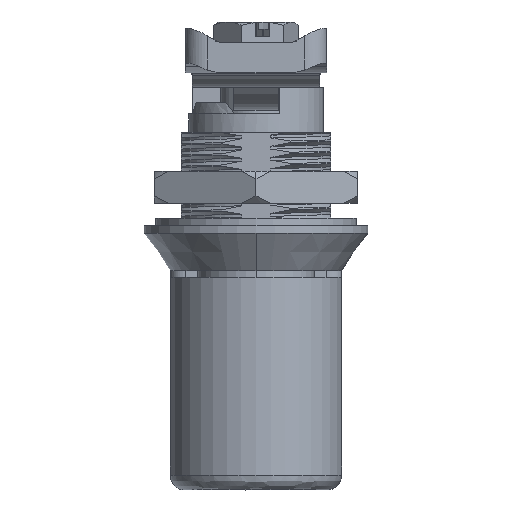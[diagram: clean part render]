
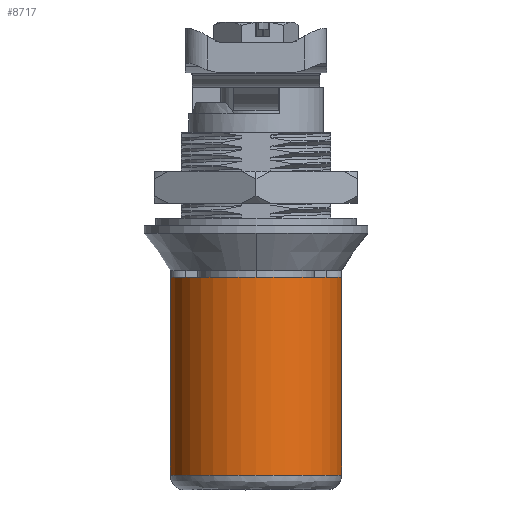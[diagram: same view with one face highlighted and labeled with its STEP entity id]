
A CAD part, left-side view. The second image highlights one B-rep face of the part: STEP entity #8717.
In plain terms, the highlighted cylindrical face has radius 11.5 mm (diameter 23 mm), a partial arc.
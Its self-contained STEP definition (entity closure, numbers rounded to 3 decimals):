
#1601 = CARTESIAN_POINT ( 'NONE',  ( -75.207, -6.708, 31. ) ) ;
#1899 = ORIENTED_EDGE ( 'NONE', *, *, #3651, .F. ) ;
#2116 = DIRECTION ( 'NONE',  ( 0., 0., -1. ) ) ;
#2657 = LINE ( 'NONE', #9502, #16674 ) ;
#3087 = VERTEX_POINT ( 'NONE', #26416 ) ;
#3124 = AXIS2_PLACEMENT_3D ( 'NONE', #4075, #26162, #24165 ) ;
#3539 = VECTOR ( 'NONE', #12433, 1000. ) ;
#3651 = EDGE_CURVE ( 'NONE', #22024, #27964, #10805, .T. ) ;
#4075 = CARTESIAN_POINT ( 'NONE',  ( -75.207, 4.792, 28.5 ) ) ;
#4452 = CIRCLE ( 'NONE', #8091, 11.5 ) ;
#6190 = VERTEX_POINT ( 'NONE', #27666 ) ;
#6304 = CARTESIAN_POINT ( 'NONE',  ( -75.207, 4.792, 2. ) ) ;
#6425 = CARTESIAN_POINT ( 'NONE',  ( -75.207, 16.292, 2. ) ) ;
#6782 = CYLINDRICAL_SURFACE ( 'NONE', #3124, 11.5 ) ;
#7695 = VERTEX_POINT ( 'NONE', #11508 ) ;
#8091 = AXIS2_PLACEMENT_3D ( 'NONE', #6304, #19555, #21409 ) ;
#8717 = ADVANCED_FACE ( 'NONE', ( #25733 ), #6782, .T. ) ;
#9004 = AXIS2_PLACEMENT_3D ( 'NONE', #17451, #21874, #26152 ) ;
#9502 = CARTESIAN_POINT ( 'NONE',  ( -75.207, 16.292, 2. ) ) ;
#10200 = VERTEX_POINT ( 'NONE', #6425 ) ;
#10231 = CARTESIAN_POINT ( 'NONE',  ( -75.207, -6.708, 12. ) ) ;
#10798 = CIRCLE ( 'NONE', #9004, 11.5 ) ;
#10805 = LINE ( 'NONE', #26066, #15530 ) ;
#11508 = CARTESIAN_POINT ( 'NONE',  ( -75.207, 16.292, 28.5 ) ) ;
#11928 = ORIENTED_EDGE ( 'NONE', *, *, #14316, .T. ) ;
#11934 = CARTESIAN_POINT ( 'NONE',  ( -75.207, -6.708, 28.5 ) ) ;
#12142 = ORIENTED_EDGE ( 'NONE', *, *, #15583, .T. ) ;
#12300 = LINE ( 'NONE', #1601, #3539 ) ;
#12433 = DIRECTION ( 'NONE',  ( 0., 0., -1. ) ) ;
#13201 = DIRECTION ( 'NONE',  ( 0., 0., -1. ) ) ;
#13268 = ORIENTED_EDGE ( 'NONE', *, *, #24089, .T. ) ;
#14316 = EDGE_CURVE ( 'NONE', #7695, #3087, #19338, .T. ) ;
#15530 = VECTOR ( 'NONE', #2116, 1000. ) ;
#15583 = EDGE_CURVE ( 'NONE', #22024, #7695, #10798, .T. ) ;
#16183 = EDGE_LOOP ( 'NONE', ( #1899, #12142, #11928, #13268, #27833, #23965 ) ) ;
#16674 = VECTOR ( 'NONE', #22601, 1000. ) ;
#16802 = EDGE_CURVE ( 'NONE', #27964, #6190, #12300, .T. ) ;
#17283 = VECTOR ( 'NONE', #13201, 1000. ) ;
#17451 = CARTESIAN_POINT ( 'NONE',  ( -75.207, 4.792, 28.5 ) ) ;
#19338 = LINE ( 'NONE', #23904, #17283 ) ;
#19555 = DIRECTION ( 'NONE',  ( 0., 0., -1. ) ) ;
#21409 = DIRECTION ( 'NONE',  ( 0., 1., 0. ) ) ;
#21874 = DIRECTION ( 'NONE',  ( 0., 0., -1. ) ) ;
#22024 = VERTEX_POINT ( 'NONE', #11934 ) ;
#22601 = DIRECTION ( 'NONE',  ( 0., 0., -1. ) ) ;
#23904 = CARTESIAN_POINT ( 'NONE',  ( -75.207, 16.292, 28.5 ) ) ;
#23965 = ORIENTED_EDGE ( 'NONE', *, *, #16802, .F. ) ;
#24089 = EDGE_CURVE ( 'NONE', #3087, #10200, #2657, .T. ) ;
#24165 = DIRECTION ( 'NONE',  ( 0., 1., 0. ) ) ;
#25733 = FACE_OUTER_BOUND ( 'NONE', #16183, .T. ) ;
#26066 = CARTESIAN_POINT ( 'NONE',  ( -75.207, -6.708, 28.5 ) ) ;
#26152 = DIRECTION ( 'NONE',  ( 0., 1., 0. ) ) ;
#26162 = DIRECTION ( 'NONE',  ( 0., 0., -1. ) ) ;
#26395 = EDGE_CURVE ( 'NONE', #6190, #10200, #4452, .T. ) ;
#26416 = CARTESIAN_POINT ( 'NONE',  ( -75.207, 16.292, 12. ) ) ;
#27666 = CARTESIAN_POINT ( 'NONE',  ( -75.207, -6.708, 2. ) ) ;
#27833 = ORIENTED_EDGE ( 'NONE', *, *, #26395, .F. ) ;
#27964 = VERTEX_POINT ( 'NONE', #10231 ) ;
